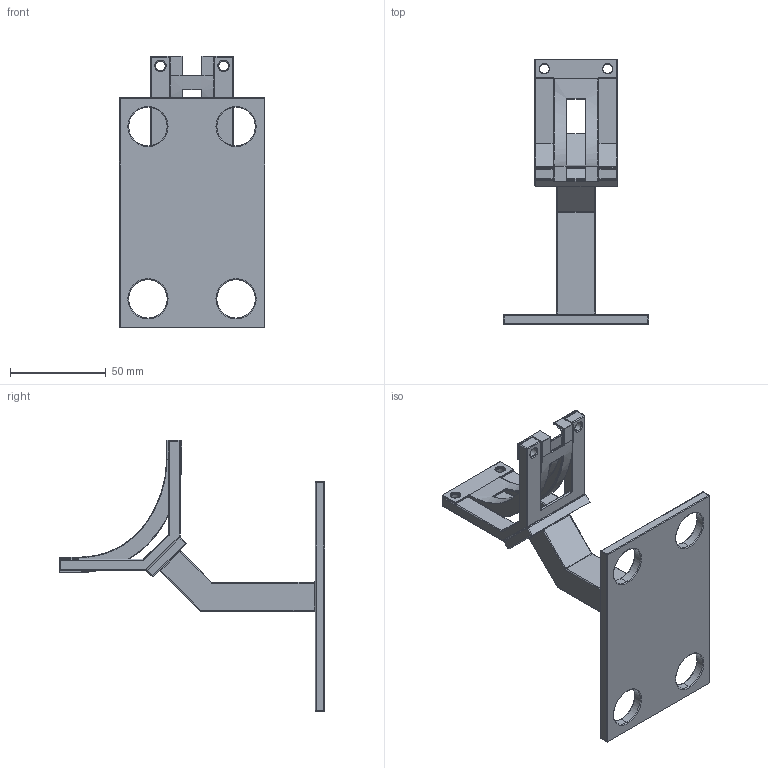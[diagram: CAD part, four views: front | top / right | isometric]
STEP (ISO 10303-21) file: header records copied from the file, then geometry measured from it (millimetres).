
FILE_DESCRIPTION (( 'STEP AP214' ), '1' );
FILE_NAME ('Fuze_mag_assembly.STEP', '2021-04-28T11:43:26', ( '' ), ( '' ), 'SwSTEP 2.0', 'SolidWorks 2020', '' );
FILE_SCHEMA (( 'AUTOMOTIVE_DESIGN' ));
Length unit declared in the file: millimetre
Products named in the file (5): Fuze_stand_foot; Fuze_stand; Fuze mag suspension; Fuze_mag_assembly; Fuze mag
Assembly tree (5 placements, depth 2):
  Fuze_mag_assembly
    Fuze mag
    Fuze mag suspension  x2
    Fuze_stand
    Fuze_stand_foot
Bounding box: 76 x 138.51 x 141.62 mm (x, y, z)
Volume: 90945.4 mm3; surface area: 45736.9 mm2
Topology: 5 solids, 5 shells, 505 faces, 1170 edges, 626 vertices
Faces by surface type: cylinder 218, plane 91, torus 89, sphere 55, bspline 52
Entity records: 16262 total; most frequent: CARTESIAN_POINT 5244, DIRECTION 2440, ORIENTED_EDGE 2188, EDGE_CURVE 1094, AXIS2_PLACEMENT_3D 1006, VERTEX_POINT 608, CIRCLE 555, EDGE_LOOP 526
